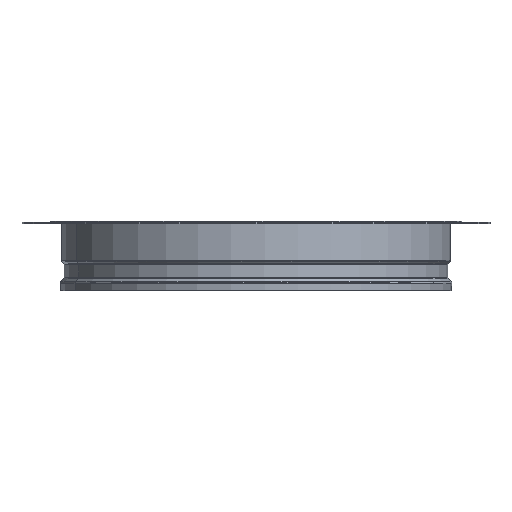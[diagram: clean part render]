
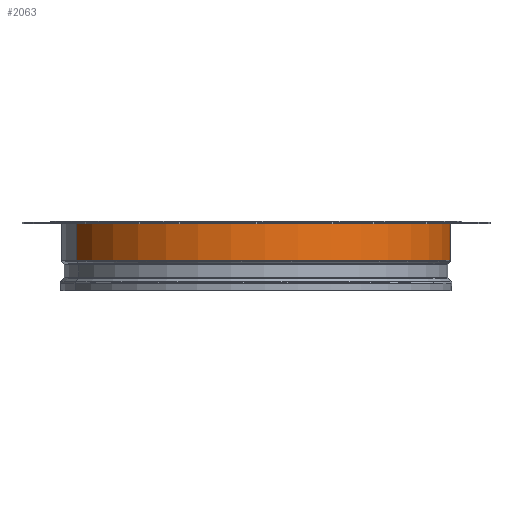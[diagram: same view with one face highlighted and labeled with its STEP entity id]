
A CAD part, front view. The second image highlights one B-rep face of the part: STEP entity #2063.
In plain terms, the highlighted cylindrical face has radius 156 mm (diameter 312 mm), a partial arc.
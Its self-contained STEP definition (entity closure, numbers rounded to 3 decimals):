
#37 = ORIENTED_EDGE ( 'NONE', *, *, #1338, .F. ) ;
#187 = DIRECTION ( 'NONE',  ( 0., 0., 1. ) ) ;
#218 = VERTEX_POINT ( 'NONE', #707 ) ;
#339 = CYLINDRICAL_SURFACE ( 'NONE', #923, 156. ) ;
#440 = DIRECTION ( 'NONE',  ( 0., 1., 0. ) ) ;
#492 = CARTESIAN_POINT ( 'NONE',  ( 0., 0., 156. ) ) ;
#529 = DIRECTION ( 'NONE',  ( 0., 1., 0. ) ) ;
#569 = EDGE_LOOP ( 'NONE', ( #599, #1651, #1431, #37 ) ) ;
#599 = ORIENTED_EDGE ( 'NONE', *, *, #1699, .F. ) ;
#648 = DIRECTION ( 'NONE',  ( 0., 1., 0. ) ) ;
#698 = CARTESIAN_POINT ( 'NONE',  ( 0., -1.6, 0. ) ) ;
#707 = CARTESIAN_POINT ( 'NONE',  ( 0., -1.6, -156. ) ) ;
#795 = LINE ( 'NONE', #492, #1825 ) ;
#831 = CARTESIAN_POINT ( 'NONE',  ( 0., -31.371, 156. ) ) ;
#923 = AXIS2_PLACEMENT_3D ( 'NONE', #1057, #1391, #1233 ) ;
#1056 = VERTEX_POINT ( 'NONE', #1995 ) ;
#1057 = CARTESIAN_POINT ( 'NONE',  ( 0., 0., 0. ) ) ;
#1070 = AXIS2_PLACEMENT_3D ( 'NONE', #698, #1548, #187 ) ;
#1088 = CIRCLE ( 'NONE', #1283, 156. ) ;
#1140 = VERTEX_POINT ( 'NONE', #831 ) ;
#1232 = VECTOR ( 'NONE', #440, 1000. ) ;
#1233 = DIRECTION ( 'NONE',  ( 0., 0., 1. ) ) ;
#1239 = EDGE_CURVE ( 'NONE', #1140, #2002, #795, .T. ) ;
#1283 = AXIS2_PLACEMENT_3D ( 'NONE', #1936, #529, #2079 ) ;
#1311 = CIRCLE ( 'NONE', #1070, 156. ) ;
#1338 = EDGE_CURVE ( 'NONE', #218, #2002, #1311, .T. ) ;
#1391 = DIRECTION ( 'NONE',  ( 0., 1., 0. ) ) ;
#1431 = ORIENTED_EDGE ( 'NONE', *, *, #1239, .T. ) ;
#1548 = DIRECTION ( 'NONE',  ( 0., 1., 0. ) ) ;
#1637 = CARTESIAN_POINT ( 'NONE',  ( 0., 0., -156. ) ) ;
#1651 = ORIENTED_EDGE ( 'NONE', *, *, #2061, .T. ) ;
#1699 = EDGE_CURVE ( 'NONE', #1056, #218, #1909, .T. ) ;
#1718 = CARTESIAN_POINT ( 'NONE',  ( 0., -1.6, 156. ) ) ;
#1825 = VECTOR ( 'NONE', #648, 1000. ) ;
#1909 = LINE ( 'NONE', #1637, #1232 ) ;
#1936 = CARTESIAN_POINT ( 'NONE',  ( 0., -31.371, 0. ) ) ;
#1995 = CARTESIAN_POINT ( 'NONE',  ( 0., -31.371, -156. ) ) ;
#2002 = VERTEX_POINT ( 'NONE', #1718 ) ;
#2061 = EDGE_CURVE ( 'NONE', #1056, #1140, #1088, .T. ) ;
#2063 = ADVANCED_FACE ( 'NONE', ( #2234 ), #339, .T. ) ;
#2079 = DIRECTION ( 'NONE',  ( 0., 0., 1. ) ) ;
#2234 = FACE_OUTER_BOUND ( 'NONE', #569, .T. ) ;
